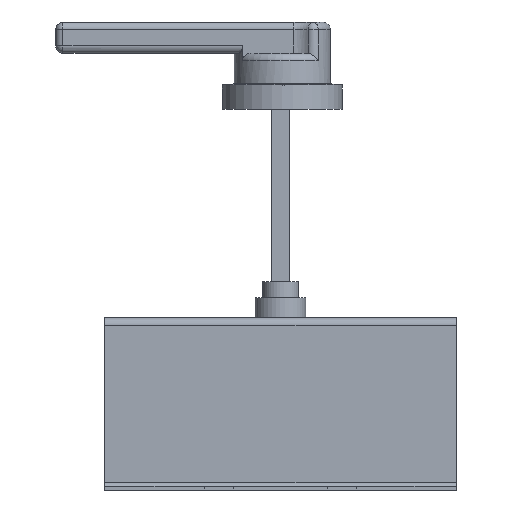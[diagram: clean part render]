
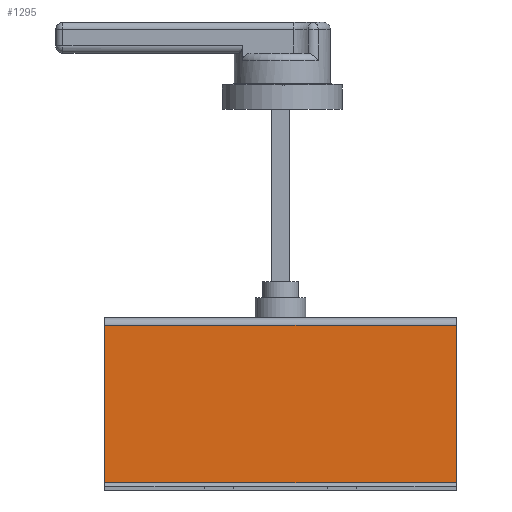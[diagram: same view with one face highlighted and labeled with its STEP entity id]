
A CAD part, front view. The second image highlights one B-rep face of the part: STEP entity #1295.
In plain terms, the highlighted planar face has unit normal (0, -1, 0).
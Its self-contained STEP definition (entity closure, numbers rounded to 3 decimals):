
#683 = CARTESIAN_POINT ( 'NONE',  ( -97., -121., 78. ) ) ;
#701 = CARTESIAN_POINT ( 'NONE',  ( -97., -121., 74. ) ) ;
#810 = CARTESIAN_POINT ( 'NONE',  ( -97., -121., -13. ) ) ;
#1241 = LINE ( 'NONE', #1443, #4643 ) ;
#1295 = ADVANCED_FACE ( 'NONE', ( #2932 ), #1454, .F. ) ;
#1335 = LINE ( 'NONE', #5719, #5602 ) ;
#1349 = EDGE_CURVE ( 'NONE', #2186, #3313, #2740, .T. ) ;
#1420 = DIRECTION ( 'NONE',  ( -1., 0., 0. ) ) ;
#1443 = CARTESIAN_POINT ( 'NONE',  ( -97., -121., 74. ) ) ;
#1454 = PLANE ( 'NONE',  #4046 ) ;
#1553 = CARTESIAN_POINT ( 'NONE',  ( 97., -121., -13. ) ) ;
#1717 = DIRECTION ( 'NONE',  ( 0., 0., -1. ) ) ;
#1935 = DIRECTION ( 'NONE',  ( 0., 1., 0. ) ) ;
#2046 = CARTESIAN_POINT ( 'NONE',  ( 97., -121., 74. ) ) ;
#2186 = VERTEX_POINT ( 'NONE', #701 ) ;
#2196 = VECTOR ( 'NONE', #3757, 1000. ) ;
#2740 = LINE ( 'NONE', #683, #2196 ) ;
#2774 = EDGE_CURVE ( 'NONE', #4076, #4991, #1335, .T. ) ;
#2932 = FACE_OUTER_BOUND ( 'NONE', #4039, .T. ) ;
#3313 = VERTEX_POINT ( 'NONE', #810 ) ;
#3672 = LINE ( 'NONE', #1553, #4386 ) ;
#3754 = EDGE_CURVE ( 'NONE', #3313, #4991, #3672, .T. ) ;
#3757 = DIRECTION ( 'NONE',  ( 0., 0., -1. ) ) ;
#4039 = EDGE_LOOP ( 'NONE', ( #5743, #5120, #5497, #5485 ) ) ;
#4046 = AXIS2_PLACEMENT_3D ( 'NONE', #4582, #1935, #5478 ) ;
#4076 = VERTEX_POINT ( 'NONE', #2046 ) ;
#4386 = VECTOR ( 'NONE', #5165, 1000. ) ;
#4582 = CARTESIAN_POINT ( 'NONE',  ( -97., -121., 78. ) ) ;
#4584 = EDGE_CURVE ( 'NONE', #4076, #2186, #1241, .T. ) ;
#4643 = VECTOR ( 'NONE', #1420, 1000. ) ;
#4991 = VERTEX_POINT ( 'NONE', #5713 ) ;
#5120 = ORIENTED_EDGE ( 'NONE', *, *, #3754, .T. ) ;
#5165 = DIRECTION ( 'NONE',  ( 1., 0., 0. ) ) ;
#5478 = DIRECTION ( 'NONE',  ( 0., 0., 1. ) ) ;
#5485 = ORIENTED_EDGE ( 'NONE', *, *, #4584, .T. ) ;
#5497 = ORIENTED_EDGE ( 'NONE', *, *, #2774, .F. ) ;
#5602 = VECTOR ( 'NONE', #1717, 1000. ) ;
#5713 = CARTESIAN_POINT ( 'NONE',  ( 97., -121., -13. ) ) ;
#5719 = CARTESIAN_POINT ( 'NONE',  ( 97., -121., 78. ) ) ;
#5743 = ORIENTED_EDGE ( 'NONE', *, *, #1349, .T. ) ;
